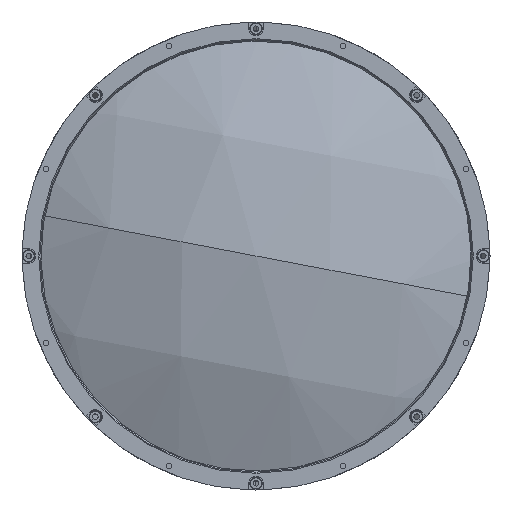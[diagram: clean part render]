
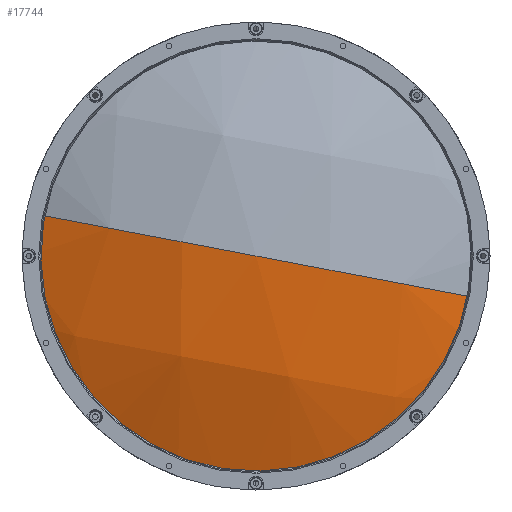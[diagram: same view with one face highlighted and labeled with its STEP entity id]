
A CAD part, left-side view. The second image highlights one B-rep face of the part: STEP entity #17744.
In plain terms, the highlighted spherical face has radius 231.3 mm.
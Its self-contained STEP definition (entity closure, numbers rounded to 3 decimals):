
#178 = DIRECTION ( 'NONE',  ( 0., 0.982, 0.187 ) ) ;
#514 = DIRECTION ( 'NONE',  ( 0., -0.982, -0.187 ) ) ;
#546 = VERTEX_POINT ( 'NONE', #4814 ) ;
#907 = VERTEX_POINT ( 'NONE', #15686 ) ;
#2216 = DIRECTION ( 'NONE',  ( 0., 0.187, -0.982 ) ) ;
#3562 = CIRCLE ( 'NONE', #8607, 231.3 ) ;
#4814 = CARTESIAN_POINT ( 'NONE',  ( 19.407, 96.77, 18.381 ) ) ;
#5859 = EDGE_CURVE ( 'NONE', #546, #18021, #3562, .T. ) ;
#8607 = AXIS2_PLACEMENT_3D ( 'NONE', #28565, #14529, #514 ) ;
#10513 = CARTESIAN_POINT ( 'NONE',  ( 19.407, 0., 0. ) ) ;
#11998 = AXIS2_PLACEMENT_3D ( 'NONE', #28234, #14191, #178 ) ;
#12878 = DIRECTION ( 'NONE',  ( 0., 0.187, -0.982 ) ) ;
#14191 = DIRECTION ( 'NONE',  ( 0., 0.187, -0.982 ) ) ;
#14529 = DIRECTION ( 'NONE',  ( 0., -0.187, 0.982 ) ) ;
#15491 = AXIS2_PLACEMENT_3D ( 'NONE', #10513, #26906, #12878 ) ;
#15686 = CARTESIAN_POINT ( 'NONE',  ( 19.407, -96.77, -18.381 ) ) ;
#16513 = ORIENTED_EDGE ( 'NONE', *, *, #25376, .T. ) ;
#16625 = EDGE_CURVE ( 'NONE', #907, #18021, #25697, .T. ) ;
#17744 = ADVANCED_FACE ( 'NONE', ( #20535 ), #26010, .T. ) ;
#18021 = VERTEX_POINT ( 'NONE', #24481 ) ;
#18325 = ORIENTED_EDGE ( 'NONE', *, *, #16625, .T. ) ;
#20535 = FACE_OUTER_BOUND ( 'NONE', #25746, .T. ) ;
#21122 = CIRCLE ( 'NONE', #15491, 98.5 ) ;
#24481 = CARTESIAN_POINT ( 'NONE',  ( -2.615, 0., 0. ) ) ;
#25376 = EDGE_CURVE ( 'NONE', #546, #907, #21122, .T. ) ;
#25697 = CIRCLE ( 'NONE', #11998, 231.3 ) ;
#25741 = CARTESIAN_POINT ( 'NONE',  ( 228.685, 0., 0. ) ) ;
#25746 = EDGE_LOOP ( 'NONE', ( #16513, #18325, #25866 ) ) ;
#25866 = ORIENTED_EDGE ( 'NONE', *, *, #5859, .F. ) ;
#26010 = SPHERICAL_SURFACE ( 'NONE', #26530, 231.3 ) ;
#26530 = AXIS2_PLACEMENT_3D ( 'NONE', #25741, #2216, #28089 ) ;
#26906 = DIRECTION ( 'NONE',  ( -1., 0., 0. ) ) ;
#28089 = DIRECTION ( 'NONE',  ( 0., 0.982, 0.187 ) ) ;
#28234 = CARTESIAN_POINT ( 'NONE',  ( 228.685, 0., 0. ) ) ;
#28565 = CARTESIAN_POINT ( 'NONE',  ( 228.685, 0., 0. ) ) ;
